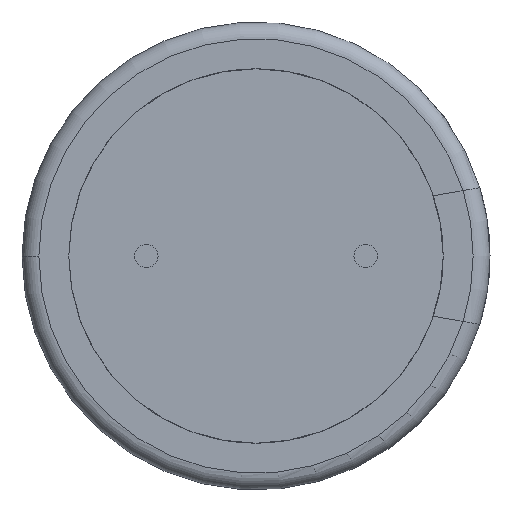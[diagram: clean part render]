
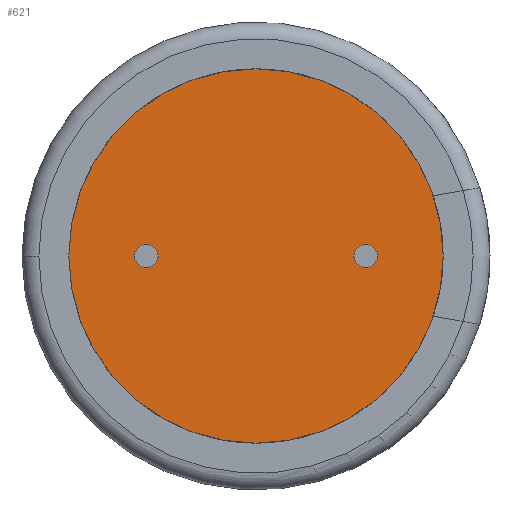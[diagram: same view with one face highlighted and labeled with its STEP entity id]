
A CAD part, front view. The second image highlights one B-rep face of the part: STEP entity #621.
In plain terms, the highlighted planar face has unit normal (0, -1, 0).
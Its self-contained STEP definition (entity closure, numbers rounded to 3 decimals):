
#8 = EDGE_CURVE ( 'NONE', #1014, #500, #1704, .T. ) ;
#106 = CARTESIAN_POINT ( 'NONE',  ( 3.75, 0., 0. ) ) ;
#135 = DIRECTION ( 'NONE',  ( 0., 1., 0. ) ) ;
#155 = AXIS2_PLACEMENT_3D ( 'NONE', #106, #1288, #204 ) ;
#204 = DIRECTION ( 'NONE',  ( -1., 0., 0. ) ) ;
#218 = VERTEX_POINT ( 'NONE', #1314 ) ;
#240 = CIRCLE ( 'NONE', #1513, 6.4 ) ;
#272 = FACE_BOUND ( 'NONE', #1285, .T. ) ;
#295 = CIRCLE ( 'NONE', #155, 0.4 ) ;
#336 = DIRECTION ( 'NONE',  ( 0., 1., 0. ) ) ;
#354 = VERTEX_POINT ( 'NONE', #1558 ) ;
#368 = DIRECTION ( 'NONE',  ( 0., -1., 0. ) ) ;
#500 = VERTEX_POINT ( 'NONE', #585 ) ;
#525 = CARTESIAN_POINT ( 'NONE',  ( 6.4, 0., 0. ) ) ;
#530 = EDGE_CURVE ( 'NONE', #1845, #218, #649, .T. ) ;
#564 = CIRCLE ( 'NONE', #1198, 0.4 ) ;
#566 = AXIS2_PLACEMENT_3D ( 'NONE', #1197, #336, #1019 ) ;
#585 = CARTESIAN_POINT ( 'NONE',  ( -3.75, 0., -0.4 ) ) ;
#612 = DIRECTION ( 'NONE',  ( 0., -1., 0. ) ) ;
#621 = ADVANCED_FACE ( 'NONE', ( #272, #1296, #1336 ), #2074, .F. ) ;
#649 = CIRCLE ( 'NONE', #1584, 6.4 ) ;
#782 = DIRECTION ( 'NONE',  ( -1., 0., 0. ) ) ;
#812 = CARTESIAN_POINT ( 'NONE',  ( 0., 0., 0. ) ) ;
#830 = DIRECTION ( 'NONE',  ( 0., 1., 0. ) ) ;
#843 = DIRECTION ( 'NONE',  ( -1., 0., 0. ) ) ;
#846 = EDGE_CURVE ( 'NONE', #500, #1014, #564, .T. ) ;
#857 = EDGE_CURVE ( 'NONE', #354, #1946, #1331, .T. ) ;
#1005 = EDGE_CURVE ( 'NONE', #218, #1845, #240, .T. ) ;
#1014 = VERTEX_POINT ( 'NONE', #1703 ) ;
#1019 = DIRECTION ( 'NONE',  ( -1., 0., 0. ) ) ;
#1032 = ORIENTED_EDGE ( 'NONE', *, *, #8, .F. ) ;
#1076 = DIRECTION ( 'NONE',  ( -1., 0., 0. ) ) ;
#1099 = ORIENTED_EDGE ( 'NONE', *, *, #857, .F. ) ;
#1163 = DIRECTION ( 'NONE',  ( -1., 0., 0. ) ) ;
#1179 = CARTESIAN_POINT ( 'NONE',  ( 0., 0., 0. ) ) ;
#1197 = CARTESIAN_POINT ( 'NONE',  ( 0., 0., 0. ) ) ;
#1198 = AXIS2_PLACEMENT_3D ( 'NONE', #2191, #612, #782 ) ;
#1210 = AXIS2_PLACEMENT_3D ( 'NONE', #1897, #368, #1076 ) ;
#1265 = AXIS2_PLACEMENT_3D ( 'NONE', #1674, #1647, #1163 ) ;
#1285 = EDGE_LOOP ( 'NONE', ( #1032, #1330 ) ) ;
#1288 = DIRECTION ( 'NONE',  ( 0., -1., 0. ) ) ;
#1296 = FACE_BOUND ( 'NONE', #1999, .T. ) ;
#1314 = CARTESIAN_POINT ( 'NONE',  ( -6.4, 0., 0. ) ) ;
#1330 = ORIENTED_EDGE ( 'NONE', *, *, #846, .F. ) ;
#1331 = CIRCLE ( 'NONE', #1265, 0.4 ) ;
#1336 = FACE_OUTER_BOUND ( 'NONE', #1339, .T. ) ;
#1339 = EDGE_LOOP ( 'NONE', ( #2054, #1988 ) ) ;
#1355 = DIRECTION ( 'NONE',  ( -1., 0., 0. ) ) ;
#1513 = AXIS2_PLACEMENT_3D ( 'NONE', #1179, #135, #1355 ) ;
#1558 = CARTESIAN_POINT ( 'NONE',  ( 3.75, 0., 0.4 ) ) ;
#1584 = AXIS2_PLACEMENT_3D ( 'NONE', #812, #830, #843 ) ;
#1647 = DIRECTION ( 'NONE',  ( 0., -1., 0. ) ) ;
#1674 = CARTESIAN_POINT ( 'NONE',  ( 3.75, 0., 0. ) ) ;
#1694 = EDGE_CURVE ( 'NONE', #1946, #354, #295, .T. ) ;
#1703 = CARTESIAN_POINT ( 'NONE',  ( -3.75, 0., 0.4 ) ) ;
#1704 = CIRCLE ( 'NONE', #1210, 0.4 ) ;
#1720 = CARTESIAN_POINT ( 'NONE',  ( 3.75, 0., -0.4 ) ) ;
#1845 = VERTEX_POINT ( 'NONE', #525 ) ;
#1897 = CARTESIAN_POINT ( 'NONE',  ( -3.75, 0., 0. ) ) ;
#1909 = ORIENTED_EDGE ( 'NONE', *, *, #1694, .F. ) ;
#1946 = VERTEX_POINT ( 'NONE', #1720 ) ;
#1988 = ORIENTED_EDGE ( 'NONE', *, *, #530, .F. ) ;
#1999 = EDGE_LOOP ( 'NONE', ( #1099, #1909 ) ) ;
#2054 = ORIENTED_EDGE ( 'NONE', *, *, #1005, .F. ) ;
#2074 = PLANE ( 'NONE',  #566 ) ;
#2191 = CARTESIAN_POINT ( 'NONE',  ( -3.75, 0., 0. ) ) ;
